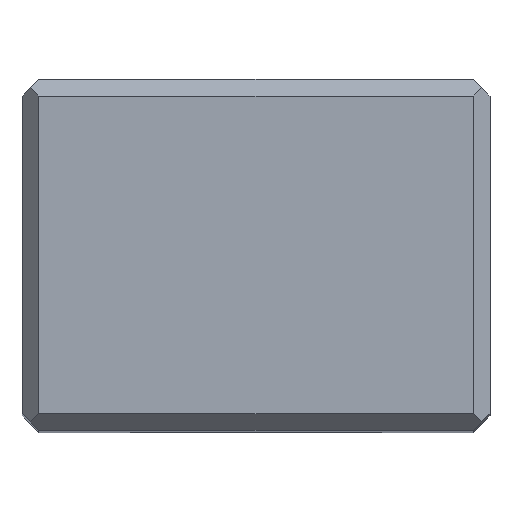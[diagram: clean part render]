
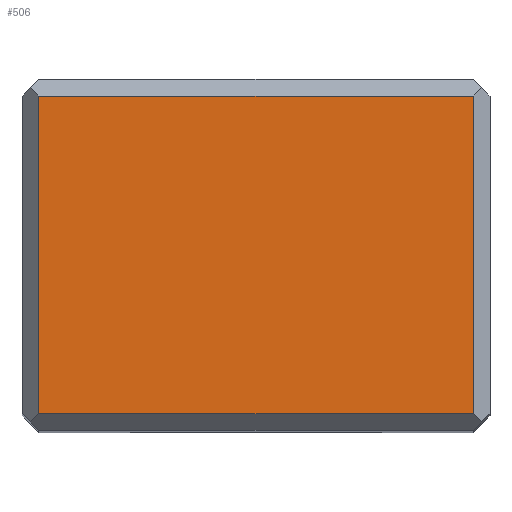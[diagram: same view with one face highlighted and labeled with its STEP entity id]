
A CAD part, top view. The second image highlights one B-rep face of the part: STEP entity #506.
In plain terms, the highlighted planar face has unit normal (0, 0, 1).
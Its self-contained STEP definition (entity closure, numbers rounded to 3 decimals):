
#259=CARTESIAN_POINT('',(6.5,4.75,40.0));
#260=VERTEX_POINT('',#259);
#267=CARTESIAN_POINT('',(6.5,-4.75,40.0));
#268=VERTEX_POINT('',#267);
#269=CARTESIAN_POINT('',(6.5,4.75,40.0));
#270=DIRECTION('',(0.0,-1.0,0.0));
#271=VECTOR('',#270,9.5);
#272=LINE('',#269,#271);
#273=EDGE_CURVE('',#260,#268,#272,.T.);
#377=CARTESIAN_POINT('',(-6.5,-4.75,40.0));
#378=VERTEX_POINT('',#377);
#379=CARTESIAN_POINT('',(6.5,-4.75,40.0));
#380=DIRECTION('',(-1.0,0.0,0.0));
#381=VECTOR('',#380,13.0);
#382=LINE('',#379,#381);
#383=EDGE_CURVE('',#268,#378,#382,.T.);
#456=CARTESIAN_POINT('',(-6.5,4.75,40.0));
#457=VERTEX_POINT('',#456);
#458=CARTESIAN_POINT('',(-6.5,-4.75,40.0));
#459=DIRECTION('',(0.0,1.0,0.0));
#460=VECTOR('',#459,9.5);
#461=LINE('',#458,#460);
#462=EDGE_CURVE('',#378,#457,#461,.T.);
#490=CARTESIAN_POINT('',(7.0,-5.25,40.0));
#491=DIRECTION('',(0.0,0.0,1.0));
#492=DIRECTION('',(1.0,0.0,0.0));
#493=AXIS2_PLACEMENT_3D('',#490,#491,#492);
#494=PLANE('',#493);
#495=ORIENTED_EDGE('',*,*,#273,.F.);
#496=CARTESIAN_POINT('',(-6.5,4.75,40.0));
#497=DIRECTION('',(1.0,0.0,0.0));
#498=VECTOR('',#497,13.0);
#499=LINE('',#496,#498);
#500=EDGE_CURVE('',#457,#260,#499,.T.);
#501=ORIENTED_EDGE('',*,*,#500,.F.);
#502=ORIENTED_EDGE('',*,*,#462,.F.);
#503=ORIENTED_EDGE('',*,*,#383,.F.);
#504=EDGE_LOOP('',(#495,#501,#502,#503));
#505=FACE_OUTER_BOUND('',#504,.T.);
#506=ADVANCED_FACE('',(#505),#494,.T.);
